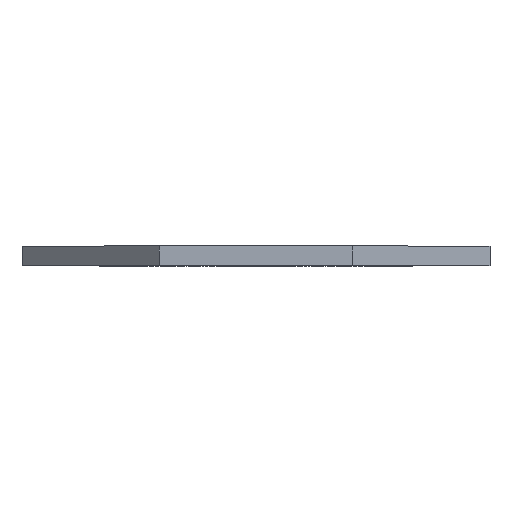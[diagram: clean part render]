
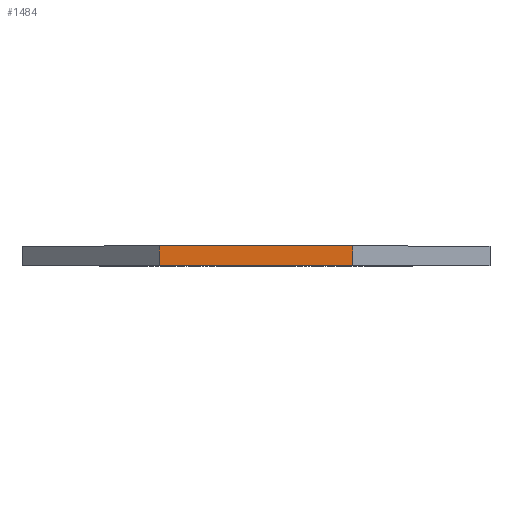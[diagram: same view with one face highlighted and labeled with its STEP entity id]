
A CAD part, top view. The second image highlights one B-rep face of the part: STEP entity #1484.
In plain terms, the highlighted planar face has unit normal (0, 0, 1).
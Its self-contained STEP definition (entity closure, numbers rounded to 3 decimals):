
#49 = CARTESIAN_POINT ( 'NONE',  ( -25., 5., 60.355 ) ) ;
#147 = EDGE_LOOP ( 'NONE', ( #1882, #899, #889, #1324 ) ) ;
#151 = CARTESIAN_POINT ( 'NONE',  ( -25., 0., 60.355 ) ) ;
#168 = AXIS2_PLACEMENT_3D ( 'NONE', #1405, #1619, #966 ) ;
#484 = EDGE_CURVE ( 'NONE', #1061, #1013, #2172, .T. ) ;
#520 = VECTOR ( 'NONE', #630, 1000. ) ;
#630 = DIRECTION ( 'NONE',  ( 1., 0., 0. ) ) ;
#772 = VERTEX_POINT ( 'NONE', #1386 ) ;
#841 = VECTOR ( 'NONE', #1156, 1000. ) ;
#889 = ORIENTED_EDGE ( 'NONE', *, *, #2116, .F. ) ;
#899 = ORIENTED_EDGE ( 'NONE', *, *, #1467, .F. ) ;
#952 = PLANE ( 'NONE',  #168 ) ;
#966 = DIRECTION ( 'NONE',  ( -1., 0., 0. ) ) ;
#1013 = VERTEX_POINT ( 'NONE', #151 ) ;
#1041 = VECTOR ( 'NONE', #1213, 1000. ) ;
#1061 = VERTEX_POINT ( 'NONE', #1281 ) ;
#1156 = DIRECTION ( 'NONE',  ( 0., -1., 0. ) ) ;
#1213 = DIRECTION ( 'NONE',  ( 1., 0., 0. ) ) ;
#1281 = CARTESIAN_POINT ( 'NONE',  ( -25., 5., 60.355 ) ) ;
#1324 = ORIENTED_EDGE ( 'NONE', *, *, #484, .T. ) ;
#1361 = VERTEX_POINT ( 'NONE', #1543 ) ;
#1386 = CARTESIAN_POINT ( 'NONE',  ( 25., 0., 60.355 ) ) ;
#1405 = CARTESIAN_POINT ( 'NONE',  ( 25., 5., 60.355 ) ) ;
#1423 = LINE ( 'NONE', #2258, #841 ) ;
#1467 = EDGE_CURVE ( 'NONE', #1361, #772, #1423, .T. ) ;
#1484 = ADVANCED_FACE ( 'NONE', ( #1893 ), #952, .F. ) ;
#1543 = CARTESIAN_POINT ( 'NONE',  ( 25., 5., 60.355 ) ) ;
#1619 = DIRECTION ( 'NONE',  ( 0., 0., -1. ) ) ;
#1882 = ORIENTED_EDGE ( 'NONE', *, *, #2326, .T. ) ;
#1893 = FACE_OUTER_BOUND ( 'NONE', #147, .T. ) ;
#2116 = EDGE_CURVE ( 'NONE', #1061, #1361, #2532, .T. ) ;
#2172 = LINE ( 'NONE', #49, #2263 ) ;
#2258 = CARTESIAN_POINT ( 'NONE',  ( 25., 5., 60.355 ) ) ;
#2263 = VECTOR ( 'NONE', #2654, 1000. ) ;
#2326 = EDGE_CURVE ( 'NONE', #1013, #772, #2365, .T. ) ;
#2365 = LINE ( 'NONE', #2379, #520 ) ;
#2379 = CARTESIAN_POINT ( 'NONE',  ( 25., 0., 60.355 ) ) ;
#2532 = LINE ( 'NONE', #2701, #1041 ) ;
#2654 = DIRECTION ( 'NONE',  ( 0., -1., 0. ) ) ;
#2701 = CARTESIAN_POINT ( 'NONE',  ( 25., 5., 60.355 ) ) ;
